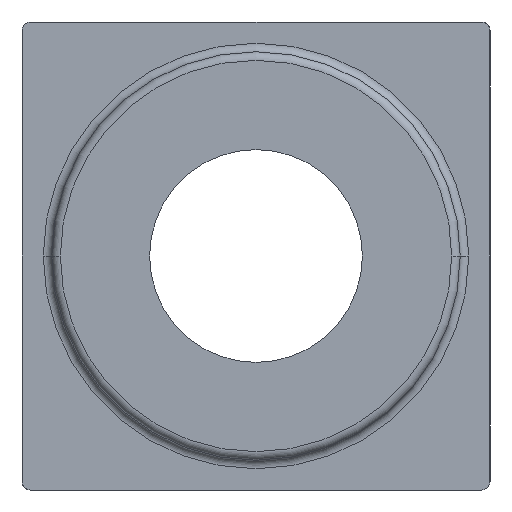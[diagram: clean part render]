
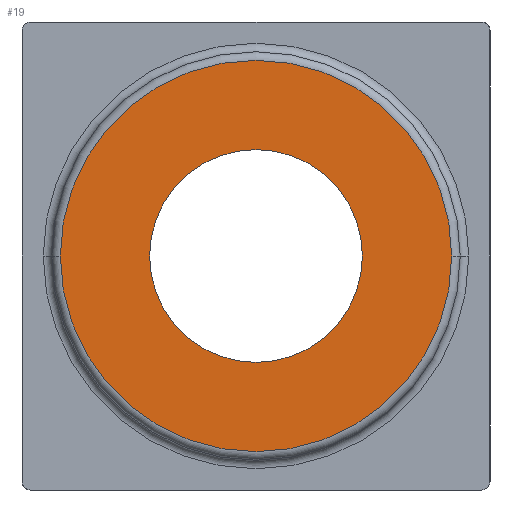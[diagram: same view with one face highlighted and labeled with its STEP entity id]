
A CAD part, left-side view. The second image highlights one B-rep face of the part: STEP entity #19.
In plain terms, the highlighted planar face has unit normal (-1, 0, 0).
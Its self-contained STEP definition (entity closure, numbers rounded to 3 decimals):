
#19 = ADVANCED_FACE ( 'NONE', ( #360, #359 ), #354, .T. ) ;
#20 = ORIENTED_EDGE ( 'NONE', *, *, #225, .T. ) ;
#21 = ORIENTED_EDGE ( 'NONE', *, *, #91, .T. ) ;
#91 = EDGE_CURVE ( 'NONE', #276, #226, #897, .T. ) ;
#151 = EDGE_LOOP ( 'NONE', ( #296, #287 ) ) ;
#195 = EDGE_LOOP ( 'NONE', ( #20, #21 ) ) ;
#202 = VERTEX_POINT ( 'NONE', #480 ) ;
#225 = EDGE_CURVE ( 'NONE', #226, #276, #507, .T. ) ;
#226 = VERTEX_POINT ( 'NONE', #531 ) ;
#258 = EDGE_CURVE ( 'NONE', #202, #259, #593, .T. ) ;
#259 = VERTEX_POINT ( 'NONE', #569 ) ;
#276 = VERTEX_POINT ( 'NONE', #614 ) ;
#280 = EDGE_CURVE ( 'NONE', #259, #202, #655, .T. ) ;
#287 = ORIENTED_EDGE ( 'NONE', *, *, #258, .F. ) ;
#296 = ORIENTED_EDGE ( 'NONE', *, *, #280, .F. ) ;
#354 = PLANE ( 'NONE',  #382 ) ;
#359 = FACE_BOUND ( 'NONE', #151, .T. ) ;
#360 = FACE_OUTER_BOUND ( 'NONE', #195, .T. ) ;
#382 = AXIS2_PLACEMENT_3D ( 'NONE', #389, #388, #387 ) ;
#387 = DIRECTION ( 'NONE',  ( 0., -1., 0. ) ) ;
#388 = DIRECTION ( 'NONE',  ( -1., 0., 0. ) ) ;
#389 = CARTESIAN_POINT ( 'NONE',  ( -93., 0., 27.5 ) ) ;
#480 = CARTESIAN_POINT ( 'NONE',  ( -93., 0., 15. ) ) ;
#503 = DIRECTION ( 'NONE',  ( 0., -1., 0. ) ) ;
#504 = DIRECTION ( 'NONE',  ( -1., 0., 0. ) ) ;
#505 = CARTESIAN_POINT ( 'NONE',  ( -93., 0., 27.5 ) ) ;
#506 = AXIS2_PLACEMENT_3D ( 'NONE', #505, #504, #503 ) ;
#507 = CIRCLE ( 'NONE', #506, 23. ) ;
#531 = CARTESIAN_POINT ( 'NONE',  ( -93., -23., 27.5 ) ) ;
#569 = CARTESIAN_POINT ( 'NONE',  ( -93., 0., 40. ) ) ;
#570 = DIRECTION ( 'NONE',  ( 0., 0., 1. ) ) ;
#571 = DIRECTION ( 'NONE',  ( -1., 0., 0. ) ) ;
#591 = CARTESIAN_POINT ( 'NONE',  ( -93., 0., 27.5 ) ) ;
#592 = AXIS2_PLACEMENT_3D ( 'NONE', #591, #571, #570 ) ;
#593 = CIRCLE ( 'NONE', #592, 12.5 ) ;
#614 = CARTESIAN_POINT ( 'NONE',  ( -93., 23., 27.5 ) ) ;
#651 = DIRECTION ( 'NONE',  ( 0., 0., 1. ) ) ;
#652 = DIRECTION ( 'NONE',  ( -1., 0., 0. ) ) ;
#653 = CARTESIAN_POINT ( 'NONE',  ( -93., 0., 27.5 ) ) ;
#654 = AXIS2_PLACEMENT_3D ( 'NONE', #653, #652, #651 ) ;
#655 = CIRCLE ( 'NONE', #654, 12.5 ) ;
#753 = DIRECTION ( 'NONE',  ( 0., -1., 0. ) ) ;
#754 = DIRECTION ( 'NONE',  ( -1., 0., 0. ) ) ;
#897 = CIRCLE ( 'NONE', #912, 23. ) ;
#911 = CARTESIAN_POINT ( 'NONE',  ( -93., 0., 27.5 ) ) ;
#912 = AXIS2_PLACEMENT_3D ( 'NONE', #911, #754, #753 ) ;
